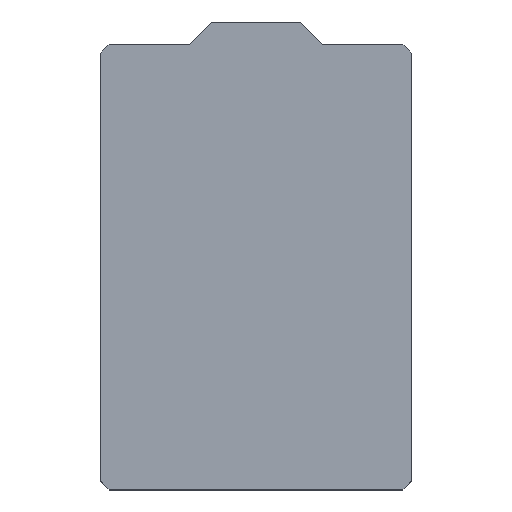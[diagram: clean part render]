
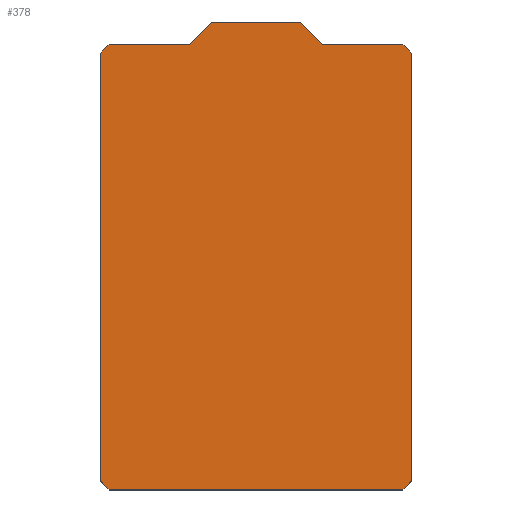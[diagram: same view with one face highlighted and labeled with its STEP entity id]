
A CAD part, top view. The second image highlights one B-rep face of the part: STEP entity #378.
In plain terms, the highlighted face is planar.
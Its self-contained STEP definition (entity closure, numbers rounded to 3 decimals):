
#378=ADVANCED_FACE('',(#1668),#1670,.F.);
#1668=FACE_BOUND('',#1669,.T.);
#1669=EDGE_LOOP('',(#3667,#3668,#3669,#3670,#3671,#3672,#3673,#3674,#3675,#3676,
#3677,#3678));
#1670=PLANE('',#1671);
#1671=AXIS2_PLACEMENT_3D('',#1672,#1673,#1674);
#1672=CARTESIAN_POINT('',(0.,0.,0.));
#1673=DIRECTION('',(0.,0.,1.));
#1674=DIRECTION('',(-1.,0.,0.));
#3667=ORIENTED_EDGE('',*,*,#5212,.F.);
#3668=ORIENTED_EDGE('',*,*,#5189,.F.);
#3669=ORIENTED_EDGE('',*,*,#5186,.F.);
#3670=ORIENTED_EDGE('',*,*,#5185,.F.);
#3671=ORIENTED_EDGE('',*,*,#5182,.F.);
#3672=ORIENTED_EDGE('',*,*,#5181,.F.);
#3673=ORIENTED_EDGE('',*,*,#5178,.F.);
#3674=ORIENTED_EDGE('',*,*,#5176,.F.);
#3675=ORIENTED_EDGE('',*,*,#5174,.F.);
#3676=ORIENTED_EDGE('',*,*,#5172,.F.);
#3677=ORIENTED_EDGE('',*,*,#5211,.F.);
#3678=ORIENTED_EDGE('',*,*,#5213,.F.);
#5172=EDGE_CURVE('',#6292,#6294,#6295,.T.);
#5174=EDGE_CURVE('',#6294,#6297,#6298,.F.);
#5176=EDGE_CURVE('',#6297,#6300,#6301,.T.);
#5178=EDGE_CURVE('',#6300,#6303,#6304,.F.);
#5181=EDGE_CURVE('',#6303,#6306,#6308,.T.);
#5182=EDGE_CURVE('',#6306,#6309,#6310,.F.);
#5185=EDGE_CURVE('',#6309,#6312,#6314,.T.);
#5186=EDGE_CURVE('',#6312,#6315,#6316,.F.);
#5189=EDGE_CURVE('',#6315,#6320,#6321,.T.);
#5211=EDGE_CURVE('',#6349,#6292,#6351,.F.);
#5212=EDGE_CURVE('',#6320,#6352,#6353,.F.);
#5213=EDGE_CURVE('',#6352,#6349,#6354,.T.);
#6292=VERTEX_POINT('',#8475);
#6294=VERTEX_POINT('',#8479);
#6295=LINE('',#8480,#8481);
#6297=VERTEX_POINT('',#8486);
#6298=LINE('',#8487,#8488);
#6300=VERTEX_POINT('',#8493);
#6301=LINE('',#8494,#8495);
#6303=VERTEX_POINT('',#8500);
#6304=LINE('',#8501,#8502);
#6306=VERTEX_POINT('',#8507);
#6308=LINE('',#8511,#8512);
#6309=VERTEX_POINT('',#8514);
#6310=LINE('',#8515,#8516);
#6312=VERTEX_POINT('',#8521);
#6314=LINE('',#8525,#8526);
#6315=VERTEX_POINT('',#8528);
#6316=LINE('',#8529,#8530);
#6320=VERTEX_POINT('',#8539);
#6321=LINE('',#8540,#8541);
#6349=VERTEX_POINT('',#8610);
#6351=LINE('',#8614,#8615);
#6352=VERTEX_POINT('',#8617);
#6353=LINE('',#8618,#8619);
#6354=LINE('',#8621,#8622);
#8475=CARTESIAN_POINT('',(-15.,50.,0.));
#8479=CARTESIAN_POINT('',(-33.,50.,0.));
#8480=CARTESIAN_POINT('',(-15.,50.,0.));
#8481=VECTOR('',#8482,1.);
#8482=DIRECTION('',(-1.,0.,0.));
#8486=CARTESIAN_POINT('',(-35.,48.,0.));
#8487=CARTESIAN_POINT('',(-35.,48.,0.));
#8488=VECTOR('',#8489,1.);
#8489=DIRECTION('',(0.707,0.707,0.));
#8493=CARTESIAN_POINT('',(-35.,-48.,0.));
#8494=CARTESIAN_POINT('',(-35.,48.,0.));
#8495=VECTOR('',#8496,1.);
#8496=DIRECTION('',(0.,-1.,0.));
#8500=CARTESIAN_POINT('',(-33.,-50.,0.));
#8501=CARTESIAN_POINT('',(-33.,-50.,0.));
#8502=VECTOR('',#8503,1.);
#8503=DIRECTION('',(-0.707,0.707,0.));
#8507=CARTESIAN_POINT('',(33.,-50.,0.));
#8511=CARTESIAN_POINT('',(-33.,-50.,0.));
#8512=VECTOR('',#8513,1.);
#8513=DIRECTION('',(1.,0.,0.));
#8514=CARTESIAN_POINT('',(35.,-48.,0.));
#8515=CARTESIAN_POINT('',(35.,-48.,0.));
#8516=VECTOR('',#8517,1.);
#8517=DIRECTION('',(-0.707,-0.707,0.));
#8521=CARTESIAN_POINT('',(35.,48.,0.));
#8525=CARTESIAN_POINT('',(35.,-48.,0.));
#8526=VECTOR('',#8527,1.);
#8527=DIRECTION('',(0.,1.,0.));
#8528=CARTESIAN_POINT('',(33.,50.,0.));
#8529=CARTESIAN_POINT('',(33.,50.,0.));
#8530=VECTOR('',#8531,1.);
#8531=DIRECTION('',(0.707,-0.707,0.));
#8539=CARTESIAN_POINT('',(15.,50.,0.));
#8540=CARTESIAN_POINT('',(33.,50.,0.));
#8541=VECTOR('',#8542,1.);
#8542=DIRECTION('',(-1.,0.,0.));
#8610=CARTESIAN_POINT('',(-10.,55.,0.));
#8614=CARTESIAN_POINT('',(-15.,50.,0.));
#8615=VECTOR('',#8616,1.);
#8616=DIRECTION('',(0.707,0.707,0.));
#8617=CARTESIAN_POINT('',(10.,55.,0.));
#8618=CARTESIAN_POINT('',(10.,55.,0.));
#8619=VECTOR('',#8620,1.);
#8620=DIRECTION('',(0.707,-0.707,0.));
#8621=CARTESIAN_POINT('',(10.,55.,0.));
#8622=VECTOR('',#8623,1.);
#8623=DIRECTION('',(-1.,0.,0.));
